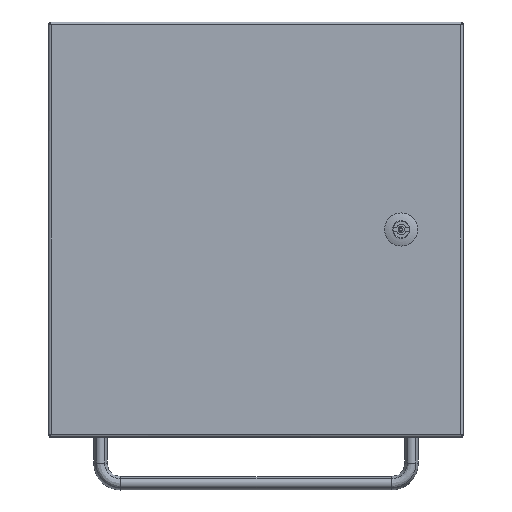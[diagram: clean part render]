
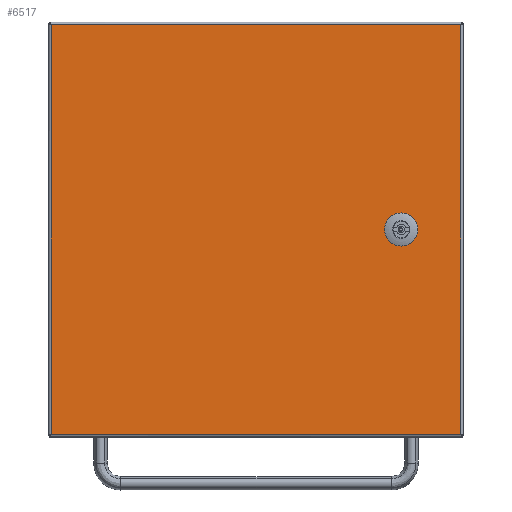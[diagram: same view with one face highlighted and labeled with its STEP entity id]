
A CAD part, top view. The second image highlights one B-rep face of the part: STEP entity #6517.
In plain terms, the highlighted face is planar.
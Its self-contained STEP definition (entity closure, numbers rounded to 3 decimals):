
#629 = CARTESIAN_POINT ( 'NONE',  ( -197.5, 197.5, 0. ) ) ;
#939 = LINE ( 'NONE', #33804, #21108 ) ;
#1521 = ORIENTED_EDGE ( 'NONE', *, *, #6957, .F. ) ;
#1663 = DIRECTION ( 'NONE',  ( -1., 0., 0. ) ) ;
#2194 = PLANE ( 'NONE',  #26910 ) ;
#2852 = VERTEX_POINT ( 'NONE', #629 ) ;
#3175 = CARTESIAN_POINT ( 'NONE',  ( 140., 0., 0. ) ) ;
#3397 = AXIS2_PLACEMENT_3D ( 'NONE', #20226, #17716, #12673 ) ;
#3564 = CIRCLE ( 'NONE', #16901, 11.25 ) ;
#3684 = CARTESIAN_POINT ( 'NONE',  ( 140., 0., 0. ) ) ;
#3724 = EDGE_CURVE ( 'NONE', #31215, #18354, #939, .T. ) ;
#3849 = ORIENTED_EDGE ( 'NONE', *, *, #12128, .F. ) ;
#4223 = DIRECTION ( 'NONE',  ( 0., -1., 0. ) ) ;
#4656 = EDGE_CURVE ( 'NONE', #22099, #31215, #19034, .T. ) ;
#4707 = VECTOR ( 'NONE', #22763, 1000. ) ;
#4880 = EDGE_CURVE ( 'NONE', #2852, #30554, #28851, .T. ) ;
#5234 = DIRECTION ( 'NONE',  ( 0., -1., 0. ) ) ;
#5370 = LINE ( 'NONE', #9959, #20930 ) ;
#5422 = CARTESIAN_POINT ( 'NONE',  ( 197.5, -197.5, 0. ) ) ;
#6260 = VECTOR ( 'NONE', #4223, 1000. ) ;
#6517 = ADVANCED_FACE ( 'NONE', ( #28353, #22597 ), #2194, .F. ) ;
#6957 = EDGE_CURVE ( 'NONE', #23936, #26448, #8226, .T. ) ;
#6978 = CARTESIAN_POINT ( 'NONE',  ( 150.05, -5.056, 0. ) ) ;
#7218 = CARTESIAN_POINT ( 'NONE',  ( 150.05, 5.056, 0. ) ) ;
#7458 = ORIENTED_EDGE ( 'NONE', *, *, #25409, .T. ) ;
#7507 = CARTESIAN_POINT ( 'NONE',  ( -198.743, 197.5, 0. ) ) ;
#8226 = CIRCLE ( 'NONE', #3397, 11.25 ) ;
#9135 = CARTESIAN_POINT ( 'NONE',  ( 129.95, 5.056, 0. ) ) ;
#9959 = CARTESIAN_POINT ( 'NONE',  ( 145.056, -10.05, 0. ) ) ;
#10159 = CARTESIAN_POINT ( 'NONE',  ( -200., 200., 0. ) ) ;
#10264 = VECTOR ( 'NONE', #5234, 1000. ) ;
#10376 = EDGE_CURVE ( 'NONE', #23443, #24777, #3564, .T. ) ;
#10548 = CARTESIAN_POINT ( 'NONE',  ( 134.944, 10.05, 0. ) ) ;
#10885 = DIRECTION ( 'NONE',  ( 0., 0., -1. ) ) ;
#11180 = DIRECTION ( 'NONE',  ( -1., 0., 0. ) ) ;
#11424 = VERTEX_POINT ( 'NONE', #5422 ) ;
#11712 = EDGE_LOOP ( 'NONE', ( #7458, #21140, #29100, #26326 ) ) ;
#11718 = LINE ( 'NONE', #33114, #4707 ) ;
#12052 = DIRECTION ( 'NONE',  ( -1., 0., 0. ) ) ;
#12128 = EDGE_CURVE ( 'NONE', #24777, #22099, #28363, .T. ) ;
#12235 = DIRECTION ( 'NONE',  ( 0., 1., 0. ) ) ;
#12673 = DIRECTION ( 'NONE',  ( -1., 0., 0. ) ) ;
#12842 = CARTESIAN_POINT ( 'NONE',  ( 129.95, -5.056, 0. ) ) ;
#13117 = EDGE_CURVE ( 'NONE', #30554, #11424, #17262, .T. ) ;
#13281 = LINE ( 'NONE', #30285, #6260 ) ;
#13415 = CARTESIAN_POINT ( 'NONE',  ( 197.5, 198.743, 0. ) ) ;
#16605 = VERTEX_POINT ( 'NONE', #7218 ) ;
#16901 = AXIS2_PLACEMENT_3D ( 'NONE', #3175, #10885, #21442 ) ;
#17262 = LINE ( 'NONE', #13415, #10264 ) ;
#17408 = CARTESIAN_POINT ( 'NONE',  ( 134.944, -10.05, 0. ) ) ;
#17429 = DIRECTION ( 'NONE',  ( 0., 0., -1. ) ) ;
#17716 = DIRECTION ( 'NONE',  ( 0., 0., -1. ) ) ;
#17767 = CARTESIAN_POINT ( 'NONE',  ( 145.056, -10.05, 0. ) ) ;
#18076 = CARTESIAN_POINT ( 'NONE',  ( 197.5, 197.5, 0. ) ) ;
#18354 = VERTEX_POINT ( 'NONE', #24558 ) ;
#19034 = CIRCLE ( 'NONE', #23135, 11.25 ) ;
#20226 = CARTESIAN_POINT ( 'NONE',  ( 140., 0., 0. ) ) ;
#20396 = CARTESIAN_POINT ( 'NONE',  ( 140., 0., 0. ) ) ;
#20927 = DIRECTION ( 'NONE',  ( 1., 0., 0. ) ) ;
#20930 = VECTOR ( 'NONE', #1663, 1000. ) ;
#21083 = ORIENTED_EDGE ( 'NONE', *, *, #27808, .F. ) ;
#21108 = VECTOR ( 'NONE', #20927, 1000. ) ;
#21140 = ORIENTED_EDGE ( 'NONE', *, *, #30513, .T. ) ;
#21442 = DIRECTION ( 'NONE',  ( -1., 0., 0. ) ) ;
#22099 = VERTEX_POINT ( 'NONE', #9135 ) ;
#22297 = DIRECTION ( 'NONE',  ( 0., 1., 0. ) ) ;
#22597 = FACE_OUTER_BOUND ( 'NONE', #11712, .T. ) ;
#22763 = DIRECTION ( 'NONE',  ( -1., 0., 0. ) ) ;
#23135 = AXIS2_PLACEMENT_3D ( 'NONE', #20396, #17429, #12052 ) ;
#23443 = VERTEX_POINT ( 'NONE', #17408 ) ;
#23572 = CARTESIAN_POINT ( 'NONE',  ( -197.5, -197.5, 0. ) ) ;
#23734 = EDGE_CURVE ( 'NONE', #18354, #16605, #26953, .T. ) ;
#23936 = VERTEX_POINT ( 'NONE', #6978 ) ;
#24558 = CARTESIAN_POINT ( 'NONE',  ( 145.056, 10.05, 0. ) ) ;
#24777 = VERTEX_POINT ( 'NONE', #12842 ) ;
#25055 = AXIS2_PLACEMENT_3D ( 'NONE', #3684, #26863, #11180 ) ;
#25342 = VECTOR ( 'NONE', #12235, 1000. ) ;
#25409 = EDGE_CURVE ( 'NONE', #11424, #28777, #11718, .T. ) ;
#26326 = ORIENTED_EDGE ( 'NONE', *, *, #13117, .T. ) ;
#26448 = VERTEX_POINT ( 'NONE', #17767 ) ;
#26745 = CARTESIAN_POINT ( 'NONE',  ( 129.95, 5.056, 0. ) ) ;
#26863 = DIRECTION ( 'NONE',  ( 0., 0., -1. ) ) ;
#26910 = AXIS2_PLACEMENT_3D ( 'NONE', #10159, #28518, #31151 ) ;
#26953 = CIRCLE ( 'NONE', #25055, 11.25 ) ;
#27808 = EDGE_CURVE ( 'NONE', #26448, #23443, #5370, .T. ) ;
#27931 = CARTESIAN_POINT ( 'NONE',  ( -197.5, -198.743, 0. ) ) ;
#28353 = FACE_BOUND ( 'NONE', #30702, .T. ) ;
#28363 = LINE ( 'NONE', #26745, #31263 ) ;
#28451 = VECTOR ( 'NONE', #30941, 1000. ) ;
#28518 = DIRECTION ( 'NONE',  ( 0., 0., 1. ) ) ;
#28777 = VERTEX_POINT ( 'NONE', #23572 ) ;
#28851 = LINE ( 'NONE', #7507, #28451 ) ;
#29100 = ORIENTED_EDGE ( 'NONE', *, *, #4880, .T. ) ;
#30285 = CARTESIAN_POINT ( 'NONE',  ( 150.05, 5.056, 0. ) ) ;
#30513 = EDGE_CURVE ( 'NONE', #28777, #2852, #31092, .T. ) ;
#30554 = VERTEX_POINT ( 'NONE', #18076 ) ;
#30593 = ORIENTED_EDGE ( 'NONE', *, *, #33933, .F. ) ;
#30702 = EDGE_LOOP ( 'NONE', ( #21083, #1521, #30593, #32641, #33226, #31033, #3849, #34082 ) ) ;
#30941 = DIRECTION ( 'NONE',  ( 1., 0., 0. ) ) ;
#31033 = ORIENTED_EDGE ( 'NONE', *, *, #4656, .F. ) ;
#31092 = LINE ( 'NONE', #27931, #25342 ) ;
#31151 = DIRECTION ( 'NONE',  ( 1., 0., 0. ) ) ;
#31215 = VERTEX_POINT ( 'NONE', #10548 ) ;
#31263 = VECTOR ( 'NONE', #22297, 1000. ) ;
#32641 = ORIENTED_EDGE ( 'NONE', *, *, #23734, .F. ) ;
#33114 = CARTESIAN_POINT ( 'NONE',  ( 198.743, -197.5, 0. ) ) ;
#33226 = ORIENTED_EDGE ( 'NONE', *, *, #3724, .F. ) ;
#33804 = CARTESIAN_POINT ( 'NONE',  ( 145.056, 10.05, 0. ) ) ;
#33933 = EDGE_CURVE ( 'NONE', #16605, #23936, #13281, .T. ) ;
#34082 = ORIENTED_EDGE ( 'NONE', *, *, #10376, .F. ) ;
